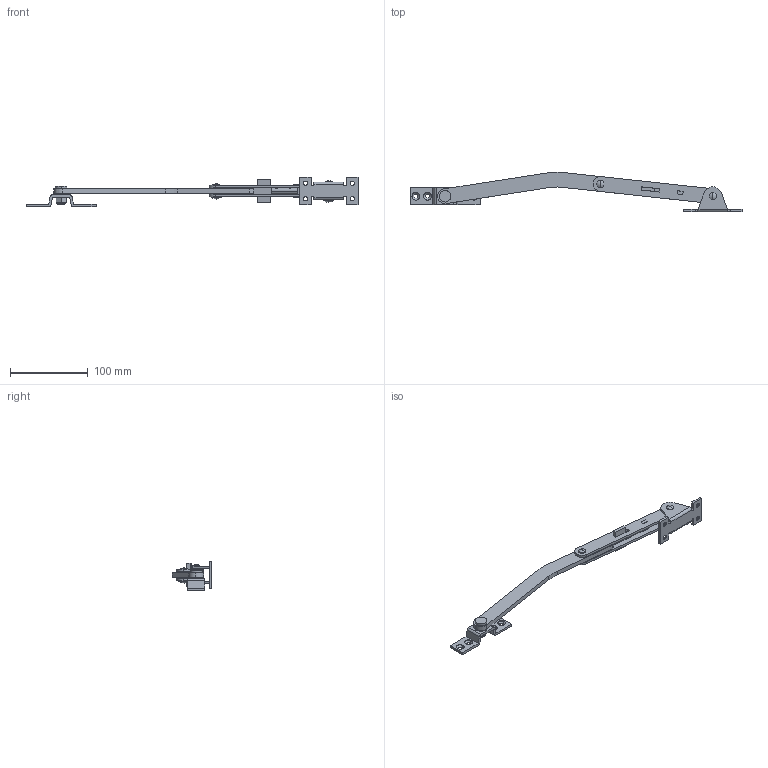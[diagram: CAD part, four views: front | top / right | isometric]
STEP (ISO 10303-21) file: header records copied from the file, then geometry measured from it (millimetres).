
FILE_DESCRIPTION (( 'STEP AP203' ), '1' );
FILE_NAME ('B-450-1.STEP', '2010-10-27T05:13:44', ( ' ' ), ( ' ' ), 'SwSTEP 2.0', 'SolidWorks 2007', '' );
FILE_SCHEMA (( 'CONFIG_CONTROL_DESIGN' ));
Length unit declared in the file: millimetre
Products named in the file (15): B-450-1僔儍僼僩(1)__A; B-450-1僔儍僼僩(1)__B; B-450-1M10暯嵗嬥__棉太倌; B-450-1傾乕儉(2)__棉太倌; B-450-1僫僢僩__棉太倌; B-450-1; B-450-1傾乕儉(1)__棉太倌; B-450-1僇儔乕__棉太倌; B-450-1庢晅嵗(1)__棉太倌; B-450-1庢晅嵗(2)__棉太倌; B-450-1僔儍僼僩(2)__棉太倌; B-450-1僗僩僢僷乕__棉太倌; B-450-1屌掕斅__棉太倌; B-450-1僗僾儕儞僌働乕僗__棉太倌; B-450-1M8暯嵗嬥__棉太倌
Assembly tree (18 placements, depth 2):
  B-450-1
    B-450-1僔儍僼僩(2)__棉太倌
    B-450-1僔儍僼僩(1)__A
    B-450-1僇儔乕__棉太倌
    B-450-1僗僩僢僷乕__棉太倌
    B-450-1傾乕儉(1)__棉太倌  x2
    B-450-1庢晅嵗(1)__棉太倌
    B-450-1庢晅嵗(2)__棉太倌
    B-450-1M8暯嵗嬥__棉太倌  x4
    B-450-1僫僢僩__棉太倌
    B-450-1僗僾儕儞僌働乕僗__棉太倌
    B-450-1僔儍僼僩(1)__B
    B-450-1傾乕儉(2)__棉太倌
    B-450-1屌掕斅__棉太倌
    B-450-1M10暯嵗嬥__棉太倌
Bounding box: 426.04 x 50.83 x 37.5 mm (x, y, z)
Volume: 73433.5 mm3; surface area: 50689 mm2
Topology: 18 solids, 18 shells, 307 faces, 753 edges, 486 vertices
Faces by surface type: plane 150, cylinder 123, cone 22, sphere 8, torus 4
Entity records: 9871 total; most frequent: CARTESIAN_POINT 1485, DIRECTION 1468, ORIENTED_EDGE 1332, EDGE_CURVE 666, AXIS2_PLACEMENT_3D 535, VERTEX_POINT 428, VECTOR 398, LINE 398
